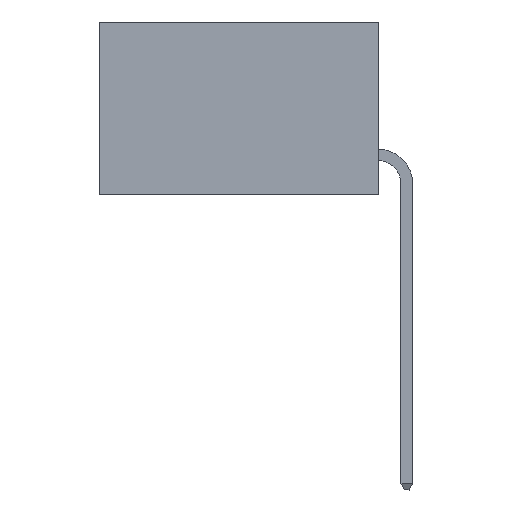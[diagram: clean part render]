
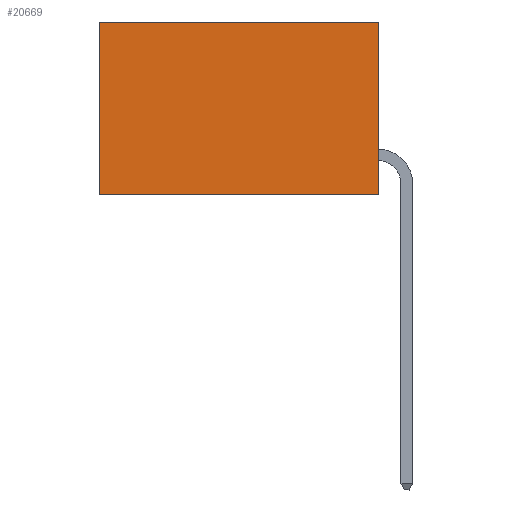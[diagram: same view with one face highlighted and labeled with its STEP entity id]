
A CAD part, left-side view. The second image highlights one B-rep face of the part: STEP entity #20669.
In plain terms, the highlighted planar face has unit normal (-1, 0, 0).
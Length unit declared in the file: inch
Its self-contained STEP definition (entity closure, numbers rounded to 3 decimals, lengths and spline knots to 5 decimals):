
#734 = CARTESIAN_POINT ( 'NONE',  ( 0.2615, 0., -0.37 ) ) ;
#1026 = LINE ( 'NONE', #7717, #7318 ) ;
#1048 = VECTOR ( 'NONE', #19144, 39.37008 ) ;
#2666 = LINE ( 'NONE', #17472, #3154 ) ;
#2865 = VERTEX_POINT ( 'NONE', #15361 ) ;
#3154 = VECTOR ( 'NONE', #9263, 39.37008 ) ;
#3987 = DIRECTION ( 'NONE',  ( 0., 0., -1. ) ) ;
#4184 = VERTEX_POINT ( 'NONE', #10199 ) ;
#5334 = ORIENTED_EDGE ( 'NONE', *, *, #6238, .F. ) ;
#5524 = LINE ( 'NONE', #16924, #17029 ) ;
#5779 = LINE ( 'NONE', #6210, #1048 ) ;
#6210 = CARTESIAN_POINT ( 'NONE',  ( 0.2615, 0., -0.37 ) ) ;
#6238 = EDGE_CURVE ( 'NONE', #2865, #20193, #5779, .T. ) ;
#6536 = EDGE_CURVE ( 'NONE', #4184, #13661, #2666, .T. ) ;
#6839 = DIRECTION ( 'NONE',  ( 0., 1., 0. ) ) ;
#6858 = ORIENTED_EDGE ( 'NONE', *, *, #6536, .T. ) ;
#7318 = VECTOR ( 'NONE', #14404, 39.37008 ) ;
#7393 = CARTESIAN_POINT ( 'NONE',  ( 0.2615, 0., -0.37 ) ) ;
#7717 = CARTESIAN_POINT ( 'NONE',  ( 0.2615, 0., -0.37 ) ) ;
#8309 = CARTESIAN_POINT ( 'NONE',  ( 0.2615, 0.6, -0.37 ) ) ;
#9263 = DIRECTION ( 'NONE',  ( 0., 0., -1. ) ) ;
#10199 = CARTESIAN_POINT ( 'NONE',  ( 0.2615, 0.6, 0. ) ) ;
#10854 = AXIS2_PLACEMENT_3D ( 'NONE', #7393, #19007, #3987 ) ;
#11236 = ORIENTED_EDGE ( 'NONE', *, *, #19624, .F. ) ;
#13661 = VERTEX_POINT ( 'NONE', #8309 ) ;
#14404 = DIRECTION ( 'NONE',  ( 0., 1., 0. ) ) ;
#15276 = PLANE ( 'NONE',  #10854 ) ;
#15361 = CARTESIAN_POINT ( 'NONE',  ( 0.2615, 0., 0. ) ) ;
#16103 = EDGE_LOOP ( 'NONE', ( #6858, #11236, #5334, #16240 ) ) ;
#16240 = ORIENTED_EDGE ( 'NONE', *, *, #16760, .T. ) ;
#16760 = EDGE_CURVE ( 'NONE', #2865, #4184, #5524, .T. ) ;
#16924 = CARTESIAN_POINT ( 'NONE',  ( 0.2615, 0., 0. ) ) ;
#17029 = VECTOR ( 'NONE', #6839, 39.37008 ) ;
#17463 = FACE_OUTER_BOUND ( 'NONE', #16103, .T. ) ;
#17472 = CARTESIAN_POINT ( 'NONE',  ( 0.2615, 0.6, -0.37 ) ) ;
#19007 = DIRECTION ( 'NONE',  ( 1., 0., 0. ) ) ;
#19144 = DIRECTION ( 'NONE',  ( 0., 0., -1. ) ) ;
#19624 = EDGE_CURVE ( 'NONE', #20193, #13661, #1026, .T. ) ;
#20193 = VERTEX_POINT ( 'NONE', #734 ) ;
#20669 = ADVANCED_FACE ( 'NONE', ( #17463 ), #15276, .F. ) ;
